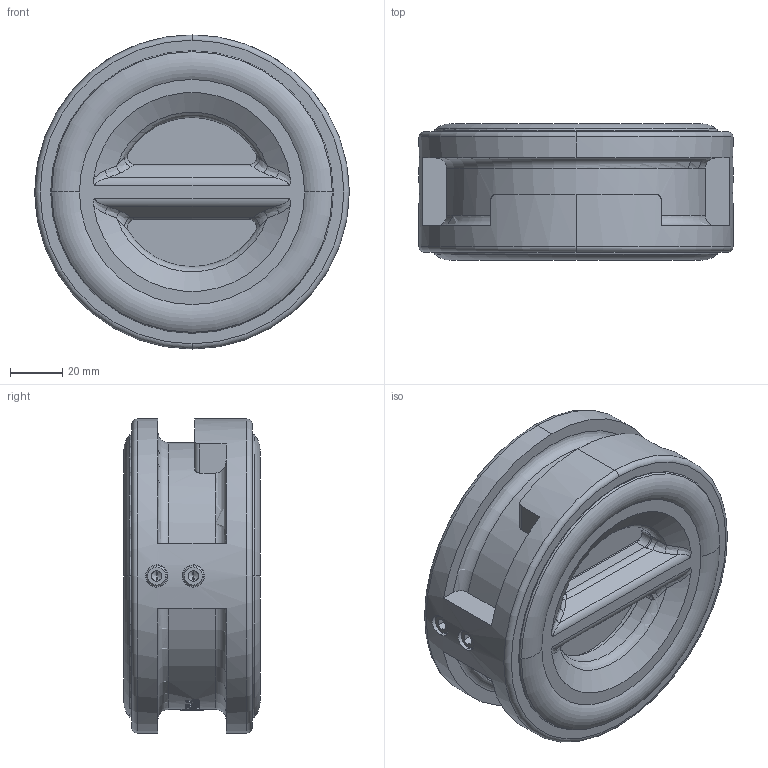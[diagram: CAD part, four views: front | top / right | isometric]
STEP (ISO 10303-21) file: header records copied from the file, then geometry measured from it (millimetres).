
FILE_DESCRIPTION (( 'STEP AP214' ), '1' );
FILE_NAME ('65Ìå.STEP', '2018-02-08T02:25:34', ( 'User' ), ( 'china' ), 'SwSTEP 2.0', 'SolidWorks 2012', '' );
FILE_SCHEMA (( 'AUTOMOTIVE_DESIGN' ));
Length unit declared in the file: millimetre
Products named in the file (1): 65极
Bounding box: 120 x 51.98 x 120 mm (x, y, z)
Volume: 325350.1 mm3; surface area: 72845 mm2
Topology: 3 solids, 5 shells, 534 faces, 1380 edges, 870 vertices
Faces by surface type: plane 218, cylinder 157, bspline 84, torus 39, cone 36
Entity records: 33657 total; most frequent: CARTESIAN_POINT 21138, ORIENTED_EDGE 2744, DIRECTION 2389, EDGE_CURVE 1372, AXIS2_PLACEMENT_3D 941, VERTEX_POINT 870, EDGE_LOOP 604, ADVANCED_FACE 534
